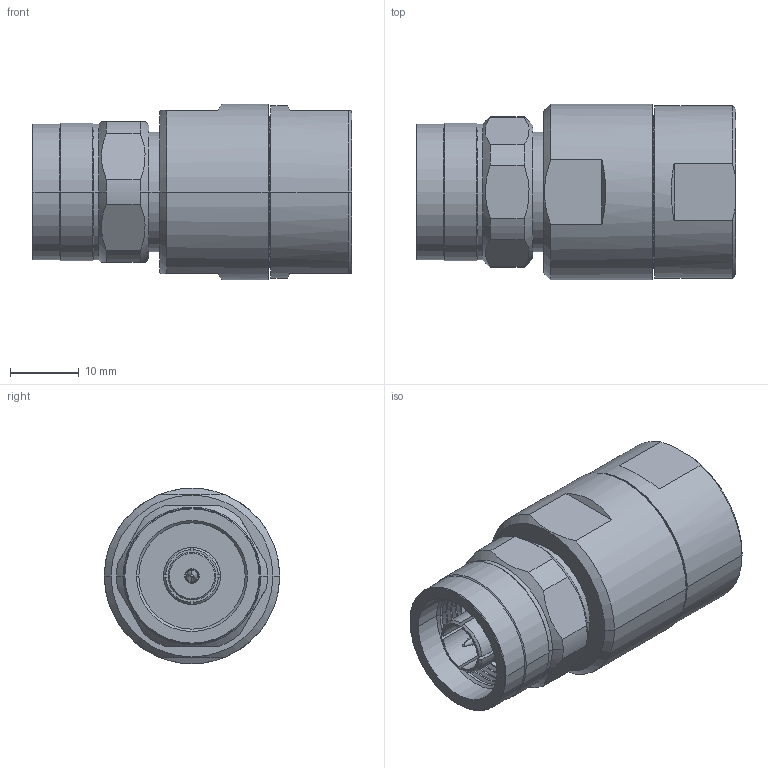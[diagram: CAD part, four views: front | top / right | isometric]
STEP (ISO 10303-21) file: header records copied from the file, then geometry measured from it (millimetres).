
FILE_DESCRIPTION (( 'STEP AP203' ), '1' );
FILE_NAME ('3190-6122(TC-600-NMC-2-D).STEP', '2020-09-25T07:40:20', ( '' ), ( '' ), 'SwSTEP 2.0', 'SolidWorks 2017', '' );
FILE_SCHEMA (( 'CONFIG_CONTROL_DESIGN' ));
Length unit declared in the file: millimetre
Products named in the file (1): 3190-6122(TC-600-NMC-2-D)
Bounding box: 46.61 x 25.6 x 25.6 mm (x, y, z)
Volume: 17493.9 mm3; surface area: 6467.7 mm2
Topology: 1 solids, 1 shells, 149 faces, 352 edges, 217 vertices
Faces by surface type: cylinder 53, cone 47, plane 43, bspline 6
Entity records: 4517 total; most frequent: CARTESIAN_POINT 957, DIRECTION 782, ORIENTED_EDGE 704, EDGE_CURVE 352, AXIS2_PLACEMENT_3D 318, VERTEX_POINT 217, CIRCLE 174, EDGE_LOOP 161
